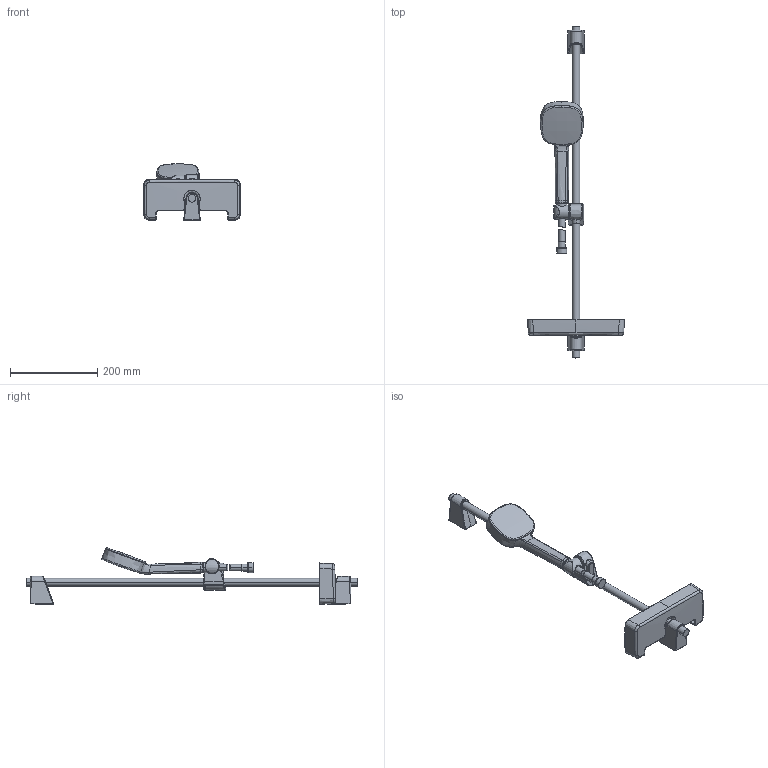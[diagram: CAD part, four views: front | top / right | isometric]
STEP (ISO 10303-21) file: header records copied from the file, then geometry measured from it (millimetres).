
FILE_DESCRIPTION (( 'STEP AP203' ), '1' );
FILE_NAME ('552+558+44770111+44770113.STEP', '2018-09-12T04:11:40', ( '' ), ( '' ), 'SwSTEP 2.0', 'SolidWorks 2016', '' );
FILE_SCHEMA (( 'CONFIG_CONTROL_DESIGN' ));
Products named in the file (1): 552+558+44770111+44770113
Bounding box: 221.91 x 760 x 128.94 mm (x, y, z)
Volume: 936162.5 mm3; surface area: 221661.5 mm2
Topology: 13 solids, 13 shells, 721 faces, 1696 edges, 982 vertices
Faces by surface type: bspline 462, torus 94, cylinder 59, plane 56, sphere 27, cone 23
Entity records: 56357 total; most frequent: CARTESIAN_POINT 43465, ORIENTED_EDGE 3330, DIRECTION 1766, EDGE_CURVE 1665, VERTEX_POINT 976, B_SPLINE_CURVE_WITH_KNOTS 931, AXIS2_PLACEMENT_3D 827, EDGE_LOOP 727
